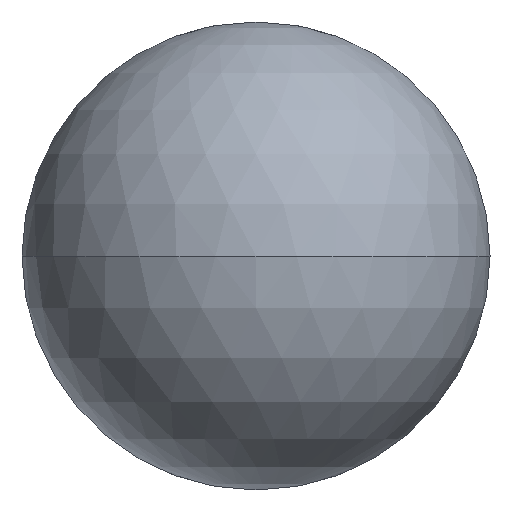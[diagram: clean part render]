
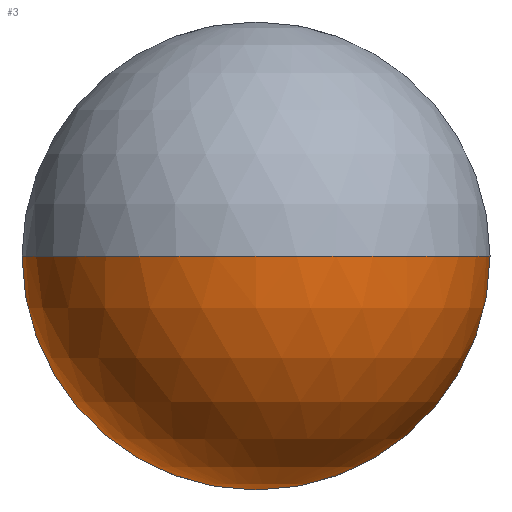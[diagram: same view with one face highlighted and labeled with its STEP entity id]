
A CAD part, front view. The second image highlights one B-rep face of the part: STEP entity #3.
In plain terms, the highlighted spherical face has radius 12.7 mm.
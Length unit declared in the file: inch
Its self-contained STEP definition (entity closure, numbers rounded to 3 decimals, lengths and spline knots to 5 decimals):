
#1 = ORIENTED_EDGE ( 'NONE', *, *, #48, .T. ) ;
#3 = ADVANCED_FACE ( 'NONE', ( #255 ), #148, .T. ) ;
#23 = ORIENTED_EDGE ( 'NONE', *, *, #140, .T. ) ;
#48 = EDGE_CURVE ( 'NONE', #365, #360, #308, .T. ) ;
#53 = VERTEX_POINT ( 'NONE', #190 ) ;
#65 = CARTESIAN_POINT ( 'NONE',  ( 0., 0.5, 0. ) ) ;
#68 = AXIS2_PLACEMENT_3D ( 'NONE', #426, #517, #188 ) ;
#91 = AXIS2_PLACEMENT_3D ( 'NONE', #347, #306, #389 ) ;
#92 = CIRCLE ( 'NONE', #262, 0.5 ) ;
#97 = CARTESIAN_POINT ( 'NONE',  ( 0., 0.5, 0. ) ) ;
#117 = AXIS2_PLACEMENT_3D ( 'NONE', #277, #515, #518 ) ;
#140 = EDGE_CURVE ( 'NONE', #360, #53, #271, .T. ) ;
#148 = SPHERICAL_SURFACE ( 'NONE', #91, 0.5 ) ;
#168 = ORIENTED_EDGE ( 'NONE', *, *, #375, .F. ) ;
#188 = DIRECTION ( 'NONE',  ( -1., 0., 0. ) ) ;
#190 = CARTESIAN_POINT ( 'NONE',  ( 0.5, 0.5, 0. ) ) ;
#255 = FACE_OUTER_BOUND ( 'NONE', #447, .T. ) ;
#262 = AXIS2_PLACEMENT_3D ( 'NONE', #65, #433, #425 ) ;
#267 = DIRECTION ( 'NONE',  ( 0., 0., -1. ) ) ;
#271 = CIRCLE ( 'NONE', #500, 0.5 ) ;
#272 = CARTESIAN_POINT ( 'NONE',  ( 0., 0.5, -0.5 ) ) ;
#277 = CARTESIAN_POINT ( 'NONE',  ( 0., 0.5, 0. ) ) ;
#306 = DIRECTION ( 'NONE',  ( 0., 0., -1. ) ) ;
#308 = CIRCLE ( 'NONE', #117, 0.5 ) ;
#311 = DIRECTION ( 'NONE',  ( 0., -1., 0. ) ) ;
#347 = CARTESIAN_POINT ( 'NONE',  ( 0., 0.5, 0. ) ) ;
#360 = VERTEX_POINT ( 'NONE', #272 ) ;
#365 = VERTEX_POINT ( 'NONE', #468 ) ;
#366 = CIRCLE ( 'NONE', #68, 0.5 ) ;
#375 = EDGE_CURVE ( 'NONE', #365, #406, #92, .T. ) ;
#389 = DIRECTION ( 'NONE',  ( -1., 0., 0. ) ) ;
#390 = CARTESIAN_POINT ( 'NONE',  ( 0., 0., 0. ) ) ;
#406 = VERTEX_POINT ( 'NONE', #390 ) ;
#410 = EDGE_CURVE ( 'NONE', #53, #406, #366, .T. ) ;
#425 = DIRECTION ( 'NONE',  ( 1., 0., 0. ) ) ;
#426 = CARTESIAN_POINT ( 'NONE',  ( 0., 0.5, 0. ) ) ;
#433 = DIRECTION ( 'NONE',  ( 0., 0., 1. ) ) ;
#443 = ORIENTED_EDGE ( 'NONE', *, *, #410, .T. ) ;
#447 = EDGE_LOOP ( 'NONE', ( #1, #23, #443, #168 ) ) ;
#468 = CARTESIAN_POINT ( 'NONE',  ( -0.5, 0.5, 0. ) ) ;
#500 = AXIS2_PLACEMENT_3D ( 'NONE', #97, #311, #267 ) ;
#515 = DIRECTION ( 'NONE',  ( 0., -1., 0. ) ) ;
#517 = DIRECTION ( 'NONE',  ( 0., 0., -1. ) ) ;
#518 = DIRECTION ( 'NONE',  ( 0., 0., -1. ) ) ;
